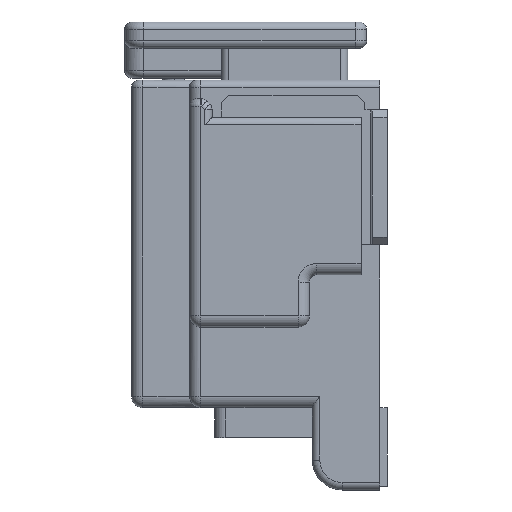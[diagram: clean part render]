
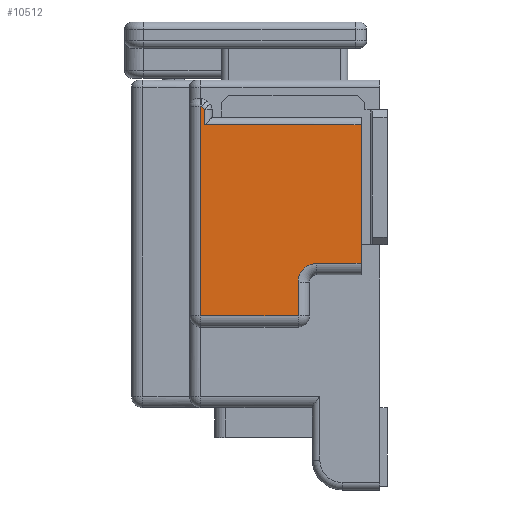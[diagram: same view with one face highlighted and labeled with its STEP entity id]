
A CAD part, left-side view. The second image highlights one B-rep face of the part: STEP entity #10512.
In plain terms, the highlighted planar face has unit normal (-1, 0, 0).
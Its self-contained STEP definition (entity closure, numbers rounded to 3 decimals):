
#67 = CARTESIAN_POINT ( 'NONE',  ( -6.1, 4.68, -1.2 ) ) ;
#355 = DIRECTION ( 'NONE',  ( -1., 0., 0. ) ) ;
#401 = CARTESIAN_POINT ( 'NONE',  ( -6.1, 4.763, -0.7 ) ) ;
#439 = LINE ( 'NONE', #1967, #11380 ) ;
#867 = DIRECTION ( 'NONE',  ( -1., 0., 0. ) ) ;
#943 = CIRCLE ( 'NONE', #9313, 0.5 ) ;
#1763 = CARTESIAN_POINT ( 'NONE',  ( -6.1, 2.18, -6.6 ) ) ;
#1886 = VECTOR ( 'NONE', #10208, 1000. ) ;
#1906 = CARTESIAN_POINT ( 'NONE',  ( -6.1, 1.68, -4.9 ) ) ;
#1967 = CARTESIAN_POINT ( 'NONE',  ( -6.1, 0.5, -1.2 ) ) ;
#2373 = LINE ( 'NONE', #8764, #1886 ) ;
#2779 = VECTOR ( 'NONE', #3117, 1000. ) ;
#3117 = DIRECTION ( 'NONE',  ( 0., 0., 1. ) ) ;
#3172 = DIRECTION ( 'NONE',  ( 0., 0., -1. ) ) ;
#3298 = DIRECTION ( 'NONE',  ( 0., 1., 0. ) ) ;
#3364 = CARTESIAN_POINT ( 'NONE',  ( -6.1, 4.68, -1. ) ) ;
#3672 = VERTEX_POINT ( 'NONE', #13306 ) ;
#3849 = VECTOR ( 'NONE', #4808, 1000. ) ;
#3884 = VERTEX_POINT ( 'NONE', #17198 ) ;
#4217 = ORIENTED_EDGE ( 'NONE', *, *, #9435, .F. ) ;
#4563 = EDGE_LOOP ( 'NONE', ( #13713, #16484, #17913, #14681, #8090, #11697, #4217, #14309, #15639, #17517 ) ) ;
#4752 = LINE ( 'NONE', #3364, #3849 ) ;
#4762 = AXIS2_PLACEMENT_3D ( 'NONE', #15004, #867, #10811 ) ;
#4808 = DIRECTION ( 'NONE',  ( 0., 0., -1. ) ) ;
#5670 = LINE ( 'NONE', #1763, #12725 ) ;
#6147 = LINE ( 'NONE', #13359, #13183 ) ;
#6285 = CARTESIAN_POINT ( 'NONE',  ( -6.1, 4.68, -0.7 ) ) ;
#6308 = FACE_OUTER_BOUND ( 'NONE', #4563, .T. ) ;
#7232 = VECTOR ( 'NONE', #14735, 1000. ) ;
#7650 = LINE ( 'NONE', #6285, #17989 ) ;
#7718 = DIRECTION ( 'NONE',  ( 0., -1., 0. ) ) ;
#8083 = VECTOR ( 'NONE', #3298, 1000. ) ;
#8090 = ORIENTED_EDGE ( 'NONE', *, *, #9411, .F. ) ;
#8675 = CARTESIAN_POINT ( 'NONE',  ( -6.1, 0.5, -4.9 ) ) ;
#8714 = EDGE_CURVE ( 'NONE', #13442, #15602, #6147, .T. ) ;
#8764 = CARTESIAN_POINT ( 'NONE',  ( -6.1, 5.08, -6.3 ) ) ;
#8901 = CARTESIAN_POINT ( 'NONE',  ( -6.1, 1.68, -5.4 ) ) ;
#9304 = PLANE ( 'NONE',  #4762 ) ;
#9313 = AXIS2_PLACEMENT_3D ( 'NONE', #8901, #355, #10337 ) ;
#9356 = EDGE_CURVE ( 'NONE', #3884, #10046, #13615, .T. ) ;
#9358 = EDGE_CURVE ( 'NONE', #3672, #3884, #2373, .T. ) ;
#9360 = EDGE_CURVE ( 'NONE', #9820, #3672, #5670, .T. ) ;
#9394 = EDGE_CURVE ( 'NONE', #14497, #9820, #943, .T. ) ;
#9411 = EDGE_CURVE ( 'NONE', #15602, #14497, #11829, .T. ) ;
#9435 = EDGE_CURVE ( 'NONE', #13635, #13442, #439, .T. ) ;
#9438 = EDGE_CURVE ( 'NONE', #10969, #13635, #4752, .T. ) ;
#9463 = EDGE_CURVE ( 'NONE', #16012, #10969, #18432, .T. ) ;
#9466 = EDGE_CURVE ( 'NONE', #10046, #16012, #7650, .T. ) ;
#9472 = CARTESIAN_POINT ( 'NONE',  ( -6.1, 1.68, -4.9 ) ) ;
#9820 = VERTEX_POINT ( 'NONE', #17144 ) ;
#10046 = VERTEX_POINT ( 'NONE', #12140 ) ;
#10208 = DIRECTION ( 'NONE',  ( 0., 1., 0. ) ) ;
#10337 = DIRECTION ( 'NONE',  ( 0., 0., -1. ) ) ;
#10512 = ADVANCED_FACE ( 'NONE', ( #6308 ), #9304, .T. ) ;
#10811 = DIRECTION ( 'NONE',  ( 0., 0., -1. ) ) ;
#10969 = VERTEX_POINT ( 'NONE', #15648 ) ;
#11380 = VECTOR ( 'NONE', #11844, 1000. ) ;
#11697 = ORIENTED_EDGE ( 'NONE', *, *, #8714, .F. ) ;
#11829 = LINE ( 'NONE', #1906, #8083 ) ;
#11844 = DIRECTION ( 'NONE',  ( 0., -1., 0. ) ) ;
#12140 = CARTESIAN_POINT ( 'NONE',  ( -6.1, 4.78, -0.7 ) ) ;
#12725 = VECTOR ( 'NONE', #3172, 1000. ) ;
#13183 = VECTOR ( 'NONE', #14755, 1000. ) ;
#13271 = CARTESIAN_POINT ( 'NONE',  ( -6.1, 2.731, -2.731 ) ) ;
#13306 = CARTESIAN_POINT ( 'NONE',  ( -6.1, 2.18, -6.3 ) ) ;
#13359 = CARTESIAN_POINT ( 'NONE',  ( -6.1, 0.5, -1. ) ) ;
#13442 = VERTEX_POINT ( 'NONE', #13882 ) ;
#13615 = LINE ( 'NONE', #14424, #2779 ) ;
#13635 = VERTEX_POINT ( 'NONE', #67 ) ;
#13713 = ORIENTED_EDGE ( 'NONE', *, *, #9356, .F. ) ;
#13882 = CARTESIAN_POINT ( 'NONE',  ( -6.1, 0.5, -1.2 ) ) ;
#14309 = ORIENTED_EDGE ( 'NONE', *, *, #9438, .F. ) ;
#14424 = CARTESIAN_POINT ( 'NONE',  ( -6.1, 4.78, 0. ) ) ;
#14497 = VERTEX_POINT ( 'NONE', #9472 ) ;
#14681 = ORIENTED_EDGE ( 'NONE', *, *, #9394, .F. ) ;
#14735 = DIRECTION ( 'NONE',  ( 0., -0.707, -0.707 ) ) ;
#14755 = DIRECTION ( 'NONE',  ( 0., 0., -1. ) ) ;
#15004 = CARTESIAN_POINT ( 'NONE',  ( -6.1, 0., 0. ) ) ;
#15602 = VERTEX_POINT ( 'NONE', #8675 ) ;
#15639 = ORIENTED_EDGE ( 'NONE', *, *, #9463, .F. ) ;
#15648 = CARTESIAN_POINT ( 'NONE',  ( -6.1, 4.68, -0.783 ) ) ;
#16012 = VERTEX_POINT ( 'NONE', #401 ) ;
#16484 = ORIENTED_EDGE ( 'NONE', *, *, #9358, .F. ) ;
#17144 = CARTESIAN_POINT ( 'NONE',  ( -6.1, 2.18, -5.4 ) ) ;
#17198 = CARTESIAN_POINT ( 'NONE',  ( -6.1, 4.78, -6.3 ) ) ;
#17517 = ORIENTED_EDGE ( 'NONE', *, *, #9466, .F. ) ;
#17913 = ORIENTED_EDGE ( 'NONE', *, *, #9360, .F. ) ;
#17989 = VECTOR ( 'NONE', #7718, 1000. ) ;
#18432 = LINE ( 'NONE', #13271, #7232 ) ;
